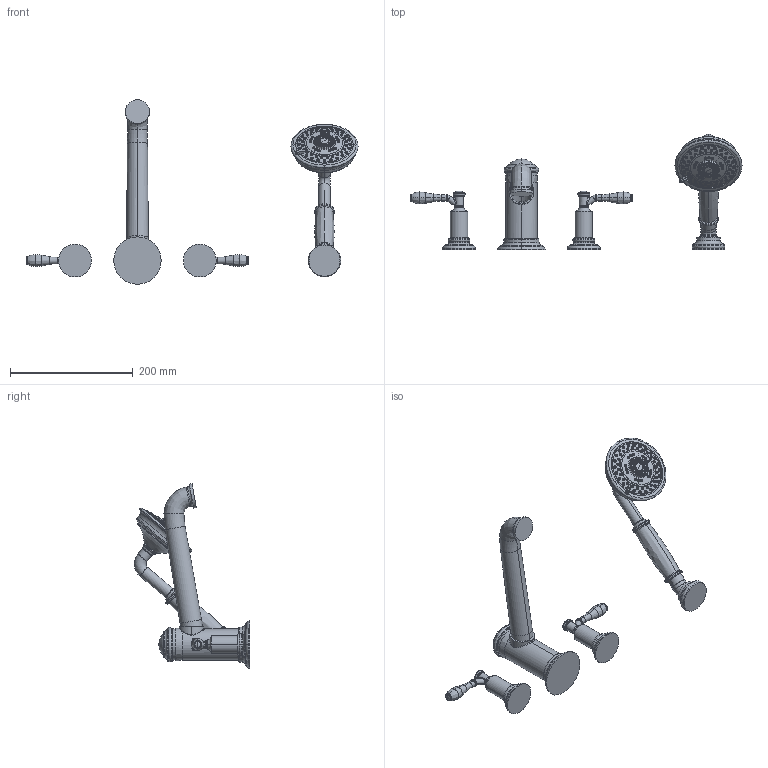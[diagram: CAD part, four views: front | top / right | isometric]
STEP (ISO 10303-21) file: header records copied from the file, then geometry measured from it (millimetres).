
FILE_DESCRIPTION((''),'2;1');
FILE_NAME('3-2557','2021-03-22T11:55:15',('jinson.thomas'),(''),'CREO PARAMETRIC BY PTC INC, 2018400','CREO PARAMETRIC BY PTC INC, 2018400','');
FILE_SCHEMA(('CONFIG_CONTROL_DESIGN'));
Length unit declared in the file: inch
Products named in the file (1): 3-2557
Bounding box: 541.02 x 187.93 x 300.65 mm (x, y, z)
Volume: 1069296.6 mm3; surface area: 150429.1 mm2
Topology: 4 solids, 4 shells, 1500 faces, 3102 edges, 1798 vertices
Faces by surface type: torus 450, cone 394, cylinder 248, bspline 201, plane 189, sphere 16, revolution 2
Entity records: 78891 total; most frequent: CARTESIAN_POINT 48923, ORIENTED_EDGE 6180, DIRECTION 6095, EDGE_CURVE 3090, AXIS2_PLACEMENT_3D 2723, VERTEX_POINT 1798, EDGE_LOOP 1700, FACE_OUTER_BOUND 1500
